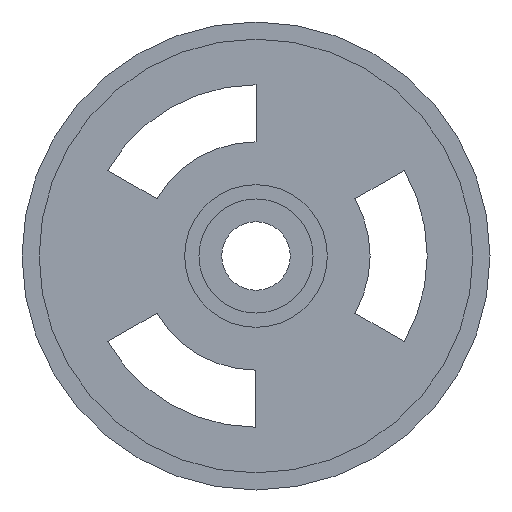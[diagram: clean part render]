
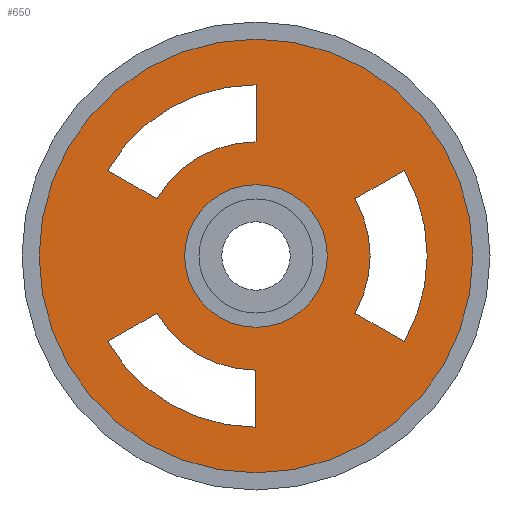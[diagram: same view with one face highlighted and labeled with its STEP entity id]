
A CAD part, front view. The second image highlights one B-rep face of the part: STEP entity #650.
In plain terms, the highlighted planar face has unit normal (0, -1, 0).
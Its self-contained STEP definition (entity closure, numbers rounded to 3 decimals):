
#16 = CARTESIAN_POINT ( 'NONE',  ( 0., 10., -38. ) ) ;
#30 = CARTESIAN_POINT ( 'NONE',  ( 0., 10., -12.5 ) ) ;
#36 = LINE ( 'NONE', #105, #881 ) ;
#45 = AXIS2_PLACEMENT_3D ( 'NONE', #565, #559, #161 ) ;
#53 = DIRECTION ( 'NONE',  ( 0., 0., -1. ) ) ;
#56 = CARTESIAN_POINT ( 'NONE',  ( 0., 10., 38. ) ) ;
#57 = CIRCLE ( 'NONE', #45, 30. ) ;
#59 = VECTOR ( 'NONE', #264, 1000. ) ;
#77 = VECTOR ( 'NONE', #294, 1000. ) ;
#82 = DIRECTION ( 'NONE',  ( -0.866, 0., -0.5 ) ) ;
#90 = CARTESIAN_POINT ( 'NONE',  ( 0., 10., 20. ) ) ;
#91 = ORIENTED_EDGE ( 'NONE', *, *, #506, .F. ) ;
#99 = DIRECTION ( 'NONE',  ( 0., 0., 1. ) ) ;
#105 = CARTESIAN_POINT ( 'NONE',  ( -25.981, 10., 15. ) ) ;
#106 = AXIS2_PLACEMENT_3D ( 'NONE', #722, #175, #793 ) ;
#113 = DIRECTION ( 'NONE',  ( 0., -1., 0. ) ) ;
#116 = AXIS2_PLACEMENT_3D ( 'NONE', #864, #247, #517 ) ;
#119 = VECTOR ( 'NONE', #310, 1000. ) ;
#120 = CARTESIAN_POINT ( 'NONE',  ( 0., 10., 0. ) ) ;
#131 = EDGE_LOOP ( 'NONE', ( #404, #272 ) ) ;
#135 = PLANE ( 'NONE',  #850 ) ;
#139 = ORIENTED_EDGE ( 'NONE', *, *, #417, .F. ) ;
#141 = DIRECTION ( 'NONE',  ( 0., 1., 0. ) ) ;
#142 = AXIS2_PLACEMENT_3D ( 'NONE', #120, #601, #190 ) ;
#143 = ORIENTED_EDGE ( 'NONE', *, *, #743, .F. ) ;
#154 = ORIENTED_EDGE ( 'NONE', *, *, #323, .F. ) ;
#156 = CARTESIAN_POINT ( 'NONE',  ( -25.981, 10., -15. ) ) ;
#161 = DIRECTION ( 'NONE',  ( 0., 0., -1. ) ) ;
#165 = VERTEX_POINT ( 'NONE', #551 ) ;
#169 = ORIENTED_EDGE ( 'NONE', *, *, #365, .F. ) ;
#173 = EDGE_CURVE ( 'NONE', #497, #338, #545, .T. ) ;
#175 = DIRECTION ( 'NONE',  ( 0., 1., 0. ) ) ;
#183 = CARTESIAN_POINT ( 'NONE',  ( -25.981, 10., 15. ) ) ;
#190 = DIRECTION ( 'NONE',  ( 0., 0., 1. ) ) ;
#197 = LINE ( 'NONE', #225, #860 ) ;
#198 = FACE_BOUND ( 'NONE', #258, .T. ) ;
#211 = AXIS2_PLACEMENT_3D ( 'NONE', #632, #781, #437 ) ;
#225 = CARTESIAN_POINT ( 'NONE',  ( -17.321, 10., -10. ) ) ;
#247 = DIRECTION ( 'NONE',  ( 0., 1., 0. ) ) ;
#254 = CARTESIAN_POINT ( 'NONE',  ( 0., 10., -30. ) ) ;
#256 = DIRECTION ( 'NONE',  ( 0., 0., 1. ) ) ;
#258 = EDGE_LOOP ( 'NONE', ( #139, #734, #154, #542 ) ) ;
#259 = VERTEX_POINT ( 'NONE', #644 ) ;
#260 = VERTEX_POINT ( 'NONE', #16 ) ;
#263 = CARTESIAN_POINT ( 'NONE',  ( -17.321, 10., -10. ) ) ;
#264 = DIRECTION ( 'NONE',  ( 0.866, 0., -0.5 ) ) ;
#268 = EDGE_LOOP ( 'NONE', ( #291, #547, #423, #685 ) ) ;
#269 = ORIENTED_EDGE ( 'NONE', *, *, #753, .F. ) ;
#272 = ORIENTED_EDGE ( 'NONE', *, *, #426, .F. ) ;
#274 = VERTEX_POINT ( 'NONE', #771 ) ;
#276 = CARTESIAN_POINT ( 'NONE',  ( 25.981, 10., -15. ) ) ;
#280 = DIRECTION ( 'NONE',  ( 0., 0., 1. ) ) ;
#287 = AXIS2_PLACEMENT_3D ( 'NONE', #361, #709, #843 ) ;
#291 = ORIENTED_EDGE ( 'NONE', *, *, #173, .F. ) ;
#293 = ORIENTED_EDGE ( 'NONE', *, *, #856, .F. ) ;
#294 = DIRECTION ( 'NONE',  ( -0.866, 0., -0.5 ) ) ;
#310 = DIRECTION ( 'NONE',  ( 0., 0., 1. ) ) ;
#317 = FACE_OUTER_BOUND ( 'NONE', #414, .T. ) ;
#323 = EDGE_CURVE ( 'NONE', #772, #165, #605, .T. ) ;
#325 = CARTESIAN_POINT ( 'NONE',  ( -17.321, 10., 10. ) ) ;
#329 = EDGE_LOOP ( 'NONE', ( #293, #91, #143, #269 ) ) ;
#338 = VERTEX_POINT ( 'NONE', #714 ) ;
#361 = CARTESIAN_POINT ( 'NONE',  ( 0., 10., 0. ) ) ;
#365 = EDGE_CURVE ( 'NONE', #260, #696, #582, .T. ) ;
#370 = VERTEX_POINT ( 'NONE', #30 ) ;
#381 = CIRCLE ( 'NONE', #595, 30. ) ;
#394 = CARTESIAN_POINT ( 'NONE',  ( 0., 10., 0. ) ) ;
#399 = CIRCLE ( 'NONE', #287, 20. ) ;
#404 = ORIENTED_EDGE ( 'NONE', *, *, #535, .F. ) ;
#414 = EDGE_LOOP ( 'NONE', ( #169, #808 ) ) ;
#417 = EDGE_CURVE ( 'NONE', #526, #588, #36, .T. ) ;
#421 = CIRCLE ( 'NONE', #541, 12.5 ) ;
#423 = ORIENTED_EDGE ( 'NONE', *, *, #560, .F. ) ;
#426 = EDGE_CURVE ( 'NONE', #370, #274, #421, .T. ) ;
#437 = DIRECTION ( 'NONE',  ( 0., 0., -1. ) ) ;
#451 = CARTESIAN_POINT ( 'NONE',  ( 0., 10., 20. ) ) ;
#463 = DIRECTION ( 'NONE',  ( 0., 1., 0. ) ) ;
#464 = CIRCLE ( 'NONE', #116, 38. ) ;
#477 = VERTEX_POINT ( 'NONE', #801 ) ;
#491 = CARTESIAN_POINT ( 'NONE',  ( 0., 10., -20. ) ) ;
#495 = FACE_BOUND ( 'NONE', #329, .T. ) ;
#497 = VERTEX_POINT ( 'NONE', #810 ) ;
#506 = EDGE_CURVE ( 'NONE', #840, #477, #381, .T. ) ;
#517 = DIRECTION ( 'NONE',  ( 0., 0., 1. ) ) ;
#526 = VERTEX_POINT ( 'NONE', #183 ) ;
#535 = EDGE_CURVE ( 'NONE', #274, #370, #862, .T. ) ;
#538 = VERTEX_POINT ( 'NONE', #263 ) ;
#541 = AXIS2_PLACEMENT_3D ( 'NONE', #812, #592, #256 ) ;
#542 = ORIENTED_EDGE ( 'NONE', *, *, #544, .F. ) ;
#543 = CIRCLE ( 'NONE', #905, 20. ) ;
#544 = EDGE_CURVE ( 'NONE', #588, #772, #651, .T. ) ;
#545 = LINE ( 'NONE', #710, #77 ) ;
#547 = ORIENTED_EDGE ( 'NONE', *, *, #784, .F. ) ;
#551 = CARTESIAN_POINT ( 'NONE',  ( 0., 10., 30. ) ) ;
#552 = CARTESIAN_POINT ( 'NONE',  ( 0., 10., 0. ) ) ;
#559 = DIRECTION ( 'NONE',  ( 0., -1., 0. ) ) ;
#560 = EDGE_CURVE ( 'NONE', #259, #654, #816, .T. ) ;
#565 = CARTESIAN_POINT ( 'NONE',  ( 0., 10., 0. ) ) ;
#582 = CIRCLE ( 'NONE', #106, 38. ) ;
#588 = VERTEX_POINT ( 'NONE', #325 ) ;
#590 = DIRECTION ( 'NONE',  ( 0.866, 0., -0.5 ) ) ;
#592 = DIRECTION ( 'NONE',  ( 0., -1., 0. ) ) ;
#595 = AXIS2_PLACEMENT_3D ( 'NONE', #394, #113, #878 ) ;
#601 = DIRECTION ( 'NONE',  ( 0., -1., 0. ) ) ;
#605 = LINE ( 'NONE', #451, #805 ) ;
#620 = CARTESIAN_POINT ( 'NONE',  ( 0., 10., 0. ) ) ;
#624 = DIRECTION ( 'NONE',  ( 0., 0., -1. ) ) ;
#632 = CARTESIAN_POINT ( 'NONE',  ( 0., 10., 0. ) ) ;
#644 = CARTESIAN_POINT ( 'NONE',  ( 17.321, 10., -10. ) ) ;
#650 = ADVANCED_FACE ( 'NONE', ( #495, #849, #198, #317, #791 ), #135, .F. ) ;
#651 = CIRCLE ( 'NONE', #802, 20. ) ;
#654 = VERTEX_POINT ( 'NONE', #276 ) ;
#659 = EDGE_CURVE ( 'NONE', #338, #259, #543, .T. ) ;
#670 = CARTESIAN_POINT ( 'NONE',  ( 0., 10., 0. ) ) ;
#684 = VERTEX_POINT ( 'NONE', #491 ) ;
#685 = ORIENTED_EDGE ( 'NONE', *, *, #659, .F. ) ;
#693 = DIRECTION ( 'NONE',  ( 0., 1., 0. ) ) ;
#696 = VERTEX_POINT ( 'NONE', #56 ) ;
#700 = LINE ( 'NONE', #254, #119 ) ;
#709 = DIRECTION ( 'NONE',  ( 0., 1., 0. ) ) ;
#710 = CARTESIAN_POINT ( 'NONE',  ( 25.981, 10., 15. ) ) ;
#714 = CARTESIAN_POINT ( 'NONE',  ( 17.321, 10., 10. ) ) ;
#722 = CARTESIAN_POINT ( 'NONE',  ( 0., 10., 0. ) ) ;
#734 = ORIENTED_EDGE ( 'NONE', *, *, #774, .F. ) ;
#742 = CARTESIAN_POINT ( 'NONE',  ( 17.321, 10., -10. ) ) ;
#743 = EDGE_CURVE ( 'NONE', #538, #840, #197, .T. ) ;
#753 = EDGE_CURVE ( 'NONE', #684, #538, #399, .T. ) ;
#771 = CARTESIAN_POINT ( 'NONE',  ( 0., 10., 12.5 ) ) ;
#772 = VERTEX_POINT ( 'NONE', #90 ) ;
#774 = EDGE_CURVE ( 'NONE', #165, #526, #57, .T. ) ;
#781 = DIRECTION ( 'NONE',  ( 0., -1., 0. ) ) ;
#784 = EDGE_CURVE ( 'NONE', #654, #497, #888, .T. ) ;
#791 = FACE_BOUND ( 'NONE', #131, .T. ) ;
#793 = DIRECTION ( 'NONE',  ( 0., 0., 1. ) ) ;
#801 = CARTESIAN_POINT ( 'NONE',  ( 0., 10., -30. ) ) ;
#802 = AXIS2_PLACEMENT_3D ( 'NONE', #670, #463, #53 ) ;
#805 = VECTOR ( 'NONE', #99, 1000. ) ;
#806 = EDGE_CURVE ( 'NONE', #696, #260, #464, .T. ) ;
#808 = ORIENTED_EDGE ( 'NONE', *, *, #806, .F. ) ;
#810 = CARTESIAN_POINT ( 'NONE',  ( 25.981, 10., 15. ) ) ;
#812 = CARTESIAN_POINT ( 'NONE',  ( 0., 10., 0. ) ) ;
#816 = LINE ( 'NONE', #742, #59 ) ;
#840 = VERTEX_POINT ( 'NONE', #156 ) ;
#843 = DIRECTION ( 'NONE',  ( 0., 0., -1. ) ) ;
#849 = FACE_BOUND ( 'NONE', #268, .T. ) ;
#850 = AXIS2_PLACEMENT_3D ( 'NONE', #620, #693, #280 ) ;
#856 = EDGE_CURVE ( 'NONE', #477, #684, #700, .T. ) ;
#860 = VECTOR ( 'NONE', #82, 1000. ) ;
#862 = CIRCLE ( 'NONE', #142, 12.5 ) ;
#864 = CARTESIAN_POINT ( 'NONE',  ( 0., 10., 0. ) ) ;
#878 = DIRECTION ( 'NONE',  ( 0., 0., -1. ) ) ;
#881 = VECTOR ( 'NONE', #590, 1000. ) ;
#888 = CIRCLE ( 'NONE', #211, 30. ) ;
#905 = AXIS2_PLACEMENT_3D ( 'NONE', #552, #141, #624 ) ;
